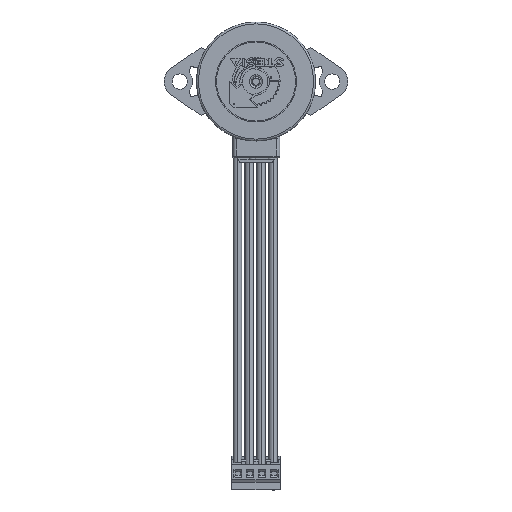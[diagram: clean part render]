
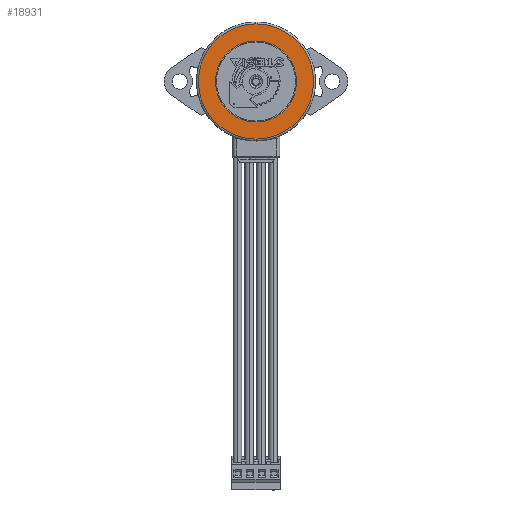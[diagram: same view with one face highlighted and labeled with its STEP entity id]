
A CAD part, front view. The second image highlights one B-rep face of the part: STEP entity #18931.
In plain terms, the highlighted planar face has unit normal (0, -1, 0).
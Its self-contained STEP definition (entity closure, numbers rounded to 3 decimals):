
#67 = DIRECTION ( 'NONE',  ( 0., 0., -1. ) ) ;
#1602 = EDGE_CURVE ( 'NONE', #8325, #2995, #28600, .T. ) ;
#2571 = CIRCLE ( 'NONE', #31251, 12.1 ) ;
#2995 = VERTEX_POINT ( 'NONE', #20304 ) ;
#3396 = CARTESIAN_POINT ( 'NONE',  ( 0., -17.1, 0. ) ) ;
#4232 = EDGE_LOOP ( 'NONE', ( #19064, #14601 ) ) ;
#4505 = EDGE_CURVE ( 'NONE', #2995, #8325, #25931, .T. ) ;
#5736 = CARTESIAN_POINT ( 'NONE',  ( 0., -17.1, 0. ) ) ;
#6862 = DIRECTION ( 'NONE',  ( 0., -1., 0. ) ) ;
#8325 = VERTEX_POINT ( 'NONE', #13038 ) ;
#8460 = DIRECTION ( 'NONE',  ( 0., 0., 1. ) ) ;
#9915 = VERTEX_POINT ( 'NONE', #31245 ) ;
#10669 = EDGE_LOOP ( 'NONE', ( #19589, #30734 ) ) ;
#11638 = FACE_OUTER_BOUND ( 'NONE', #10669, .T. ) ;
#13038 = CARTESIAN_POINT ( 'NONE',  ( 0., -17.1, -8.5 ) ) ;
#13638 = DIRECTION ( 'NONE',  ( 0., -1., 0. ) ) ;
#14246 = PLANE ( 'NONE',  #28313 ) ;
#14601 = ORIENTED_EDGE ( 'NONE', *, *, #4505, .F. ) ;
#16206 = DIRECTION ( 'NONE',  ( 0., -1., 0. ) ) ;
#16941 = DIRECTION ( 'NONE',  ( 0., 0., 1. ) ) ;
#18784 = AXIS2_PLACEMENT_3D ( 'NONE', #32342, #16206, #67 ) ;
#18931 = ADVANCED_FACE ( 'NONE', ( #25087, #11638 ), #14246, .F. ) ;
#19064 = ORIENTED_EDGE ( 'NONE', *, *, #1602, .F. ) ;
#19589 = ORIENTED_EDGE ( 'NONE', *, *, #23211, .T. ) ;
#20304 = CARTESIAN_POINT ( 'NONE',  ( 0., -17.1, 8.5 ) ) ;
#22970 = CARTESIAN_POINT ( 'NONE',  ( 0., -17.1, 0. ) ) ;
#23211 = EDGE_CURVE ( 'NONE', #9915, #26459, #2571, .T. ) ;
#23356 = AXIS2_PLACEMENT_3D ( 'NONE', #22970, #6862, #25710 ) ;
#23750 = CIRCLE ( 'NONE', #25909, 12.1 ) ;
#24539 = DIRECTION ( 'NONE',  ( 0., -1., 0. ) ) ;
#25087 = FACE_BOUND ( 'NONE', #4232, .T. ) ;
#25710 = DIRECTION ( 'NONE',  ( 0., 0., -1. ) ) ;
#25909 = AXIS2_PLACEMENT_3D ( 'NONE', #5736, #24539, #8460 ) ;
#25931 = CIRCLE ( 'NONE', #23356, 8.5 ) ;
#26459 = VERTEX_POINT ( 'NONE', #31411 ) ;
#28313 = AXIS2_PLACEMENT_3D ( 'NONE', #3396, #33089, #16941 ) ;
#28600 = CIRCLE ( 'NONE', #18784, 8.5 ) ;
#29748 = CARTESIAN_POINT ( 'NONE',  ( 0., -17.1, 0. ) ) ;
#30734 = ORIENTED_EDGE ( 'NONE', *, *, #34060, .T. ) ;
#31245 = CARTESIAN_POINT ( 'NONE',  ( 0., -17.1, 12.1 ) ) ;
#31251 = AXIS2_PLACEMENT_3D ( 'NONE', #29748, #13638, #32487 ) ;
#31411 = CARTESIAN_POINT ( 'NONE',  ( 0., -17.1, -12.1 ) ) ;
#32342 = CARTESIAN_POINT ( 'NONE',  ( 0., -17.1, 0. ) ) ;
#32487 = DIRECTION ( 'NONE',  ( 0., 0., 1. ) ) ;
#33089 = DIRECTION ( 'NONE',  ( 0., 1., 0. ) ) ;
#34060 = EDGE_CURVE ( 'NONE', #26459, #9915, #23750, .T. ) ;
